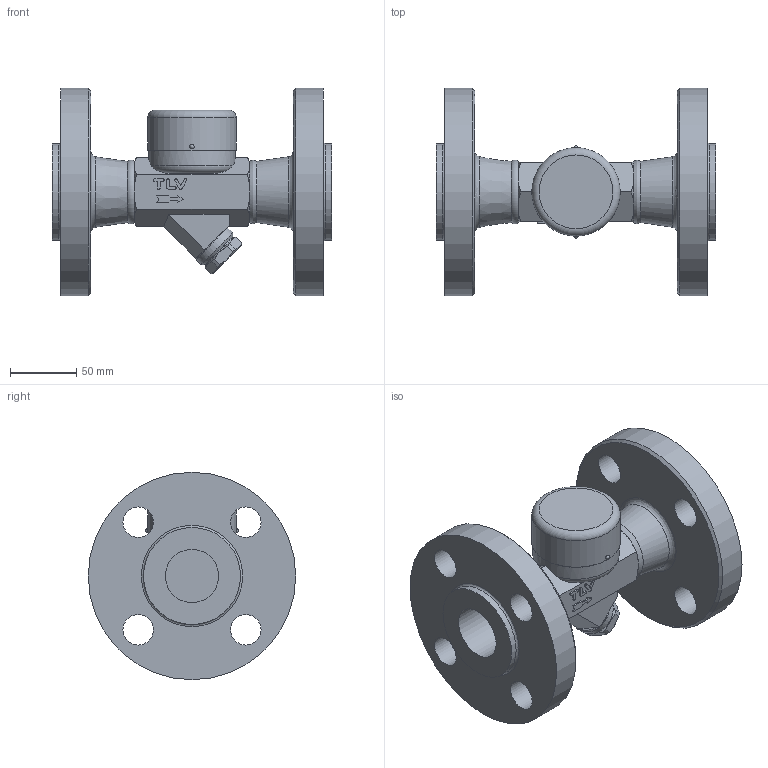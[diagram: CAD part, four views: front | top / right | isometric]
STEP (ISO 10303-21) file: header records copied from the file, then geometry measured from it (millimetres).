
FILE_DESCRIPTION((''),'2;1');
FILE_NAME('a46sw-040-a0600-00.stp','2010-06-10T16:41:55',('nakaot'),(''),'Autodesk Inventor 2008','Autodesk Inventor 2008','');
FILE_SCHEMA(('AUTOMOTIVE_DESIGN { 1 0 10303 214 1 1 1 1 }'));
Length unit declared in the file: millimetre
Products named in the file (1): a46sw-040-a0600-00
Bounding box: 210 x 156 x 156 mm (x, y, z)
Volume: 1220414.6 mm3; surface area: 147314.8 mm2
Topology: 1 solids, 1 shells, 147 faces, 370 edges, 236 vertices
Faces by surface type: plane 64, bspline 31, cylinder 26, cone 21, torus 4, sphere 1
Full cylindrical faces by diameter (mm): 23 x4, 29 x1, 34 x1, 40 x1, 65 x1, 66.5 x1, 73 x1, 156 x1
Entity records: 4886 total; most frequent: CARTESIAN_POINT 1732, ORIENTED_EDGE 642, DIRECTION 611, EDGE_CURVE 321, AXIS2_PLACEMENT_3D 237, VERTEX_POINT 223, EDGE_LOOP 210, FACE_OUTER_BOUND 147
